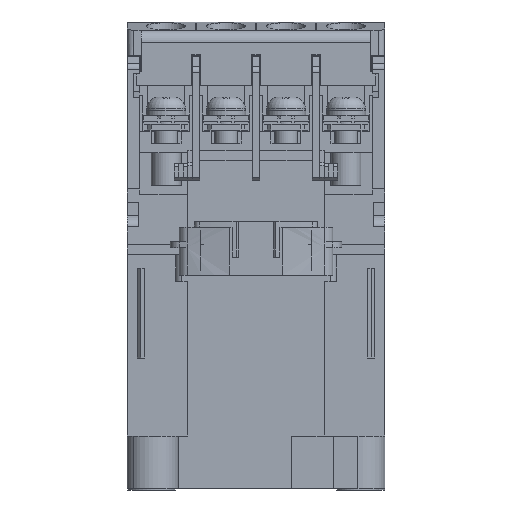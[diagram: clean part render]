
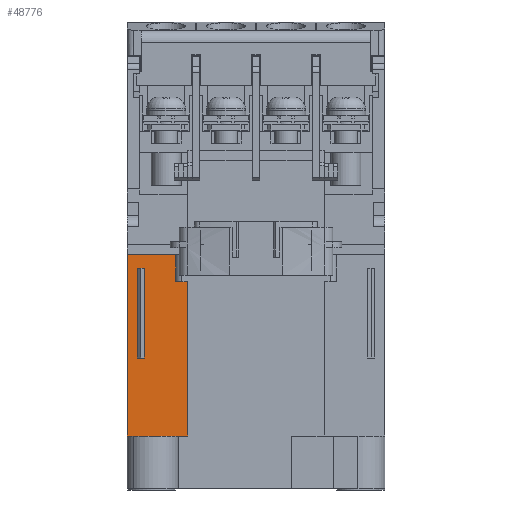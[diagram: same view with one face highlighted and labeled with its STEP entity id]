
A CAD part, front view. The second image highlights one B-rep face of the part: STEP entity #48776.
In plain terms, the highlighted planar face has unit normal (0, -1, 0).
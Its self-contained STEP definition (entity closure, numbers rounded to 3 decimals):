
#1601 = DIRECTION ( 'NONE',  ( 0., 0., 1. ) ) ;
#5131 = VECTOR ( 'NONE', #52253, 1000. ) ;
#5495 = CARTESIAN_POINT ( 'NONE',  ( -11.4, -19., -40.25 ) ) ;
#5743 = ORIENTED_EDGE ( 'NONE', *, *, #39823, .T. ) ;
#6285 = LINE ( 'NONE', #52163, #28061 ) ;
#6450 = LINE ( 'NONE', #19065, #35370 ) ;
#7380 = VECTOR ( 'NONE', #36676, 1000. ) ;
#8762 = DIRECTION ( 'NONE',  ( 1., 0., 0. ) ) ;
#9578 = EDGE_LOOP ( 'NONE', ( #52921, #22695, #32866, #44938, #11638, #34818 ) ) ;
#9647 = CARTESIAN_POINT ( 'NONE',  ( -13.4, -19., -40.25 ) ) ;
#11454 = VERTEX_POINT ( 'NONE', #48740 ) ;
#11638 = ORIENTED_EDGE ( 'NONE', *, *, #52586, .T. ) ;
#12703 = VERTEX_POINT ( 'NONE', #53549 ) ;
#13540 = ORIENTED_EDGE ( 'NONE', *, *, #25512, .T. ) ;
#13899 = FACE_BOUND ( 'NONE', #38728, .T. ) ;
#14437 = PLANE ( 'NONE',  #19284 ) ;
#14543 = VECTOR ( 'NONE', #8762, 1000. ) ;
#15059 = VERTEX_POINT ( 'NONE', #9647 ) ;
#15421 = CARTESIAN_POINT ( 'NONE',  ( -18.6, -19., -53. ) ) ;
#16459 = CARTESIAN_POINT ( 'NONE',  ( -21.5, -19., -35.75 ) ) ;
#18196 = CARTESIAN_POINT ( 'NONE',  ( -21.5, -19., -35.75 ) ) ;
#18744 = LINE ( 'NONE', #39389, #41609 ) ;
#18978 = LINE ( 'NONE', #34683, #5131 ) ;
#19065 = CARTESIAN_POINT ( 'NONE',  ( -13.4, -19., -40.25 ) ) ;
#19284 = AXIS2_PLACEMENT_3D ( 'NONE', #23248, #31239, #30688 ) ;
#20284 = EDGE_CURVE ( 'NONE', #15059, #12703, #18744, .T. ) ;
#20388 = LINE ( 'NONE', #28663, #42040 ) ;
#20746 = EDGE_CURVE ( 'NONE', #44803, #25595, #6285, .T. ) ;
#21211 = ORIENTED_EDGE ( 'NONE', *, *, #20746, .T. ) ;
#22650 = LINE ( 'NONE', #22931, #23970 ) ;
#22695 = ORIENTED_EDGE ( 'NONE', *, *, #20284, .T. ) ;
#22931 = CARTESIAN_POINT ( 'NONE',  ( -18.6, -19., -38. ) ) ;
#23192 = DIRECTION ( 'NONE',  ( 1., 0., 0. ) ) ;
#23248 = CARTESIAN_POINT ( 'NONE',  ( -21.5, -19., -66. ) ) ;
#23539 = VERTEX_POINT ( 'NONE', #38619 ) ;
#23704 = EDGE_CURVE ( 'NONE', #15059, #31370, #6450, .T. ) ;
#23733 = CARTESIAN_POINT ( 'NONE',  ( -11.4, -19., -66. ) ) ;
#23970 = VECTOR ( 'NONE', #39427, 1000. ) ;
#25512 = EDGE_CURVE ( 'NONE', #23539, #29101, #22650, .T. ) ;
#25595 = VERTEX_POINT ( 'NONE', #45752 ) ;
#28061 = VECTOR ( 'NONE', #1601, 1000. ) ;
#28661 = EDGE_CURVE ( 'NONE', #33357, #12703, #33773, .T. ) ;
#28663 = CARTESIAN_POINT ( 'NONE',  ( -18.6, -19., -38. ) ) ;
#29067 = LINE ( 'NONE', #36758, #30541 ) ;
#29101 = VERTEX_POINT ( 'NONE', #53618 ) ;
#30541 = VECTOR ( 'NONE', #53534, 1000. ) ;
#30688 = DIRECTION ( 'NONE',  ( 0., 0., -1. ) ) ;
#31239 = DIRECTION ( 'NONE',  ( 0., -1., 0. ) ) ;
#31370 = VERTEX_POINT ( 'NONE', #5495 ) ;
#32224 = DIRECTION ( 'NONE',  ( -1., 0., 0. ) ) ;
#32655 = ORIENTED_EDGE ( 'NONE', *, *, #37767, .T. ) ;
#32866 = ORIENTED_EDGE ( 'NONE', *, *, #28661, .F. ) ;
#33357 = VERTEX_POINT ( 'NONE', #18196 ) ;
#33773 = LINE ( 'NONE', #16459, #14543 ) ;
#34683 = CARTESIAN_POINT ( 'NONE',  ( -21.5, -19., -66. ) ) ;
#34818 = ORIENTED_EDGE ( 'NONE', *, *, #41793, .T. ) ;
#34824 = FACE_OUTER_BOUND ( 'NONE', #9578, .T. ) ;
#35370 = VECTOR ( 'NONE', #23192, 1000. ) ;
#36676 = DIRECTION ( 'NONE',  ( 0., 0., 1. ) ) ;
#36758 = CARTESIAN_POINT ( 'NONE',  ( -21.5, -19., -66. ) ) ;
#37678 = CARTESIAN_POINT ( 'NONE',  ( -19.8, -19., -53. ) ) ;
#37767 = EDGE_CURVE ( 'NONE', #29101, #44803, #40735, .T. ) ;
#38619 = CARTESIAN_POINT ( 'NONE',  ( -18.6, -19., -38. ) ) ;
#38728 = EDGE_LOOP ( 'NONE', ( #32655, #21211, #5743, #13540 ) ) ;
#39389 = CARTESIAN_POINT ( 'NONE',  ( -13.4, -19., -35.75 ) ) ;
#39427 = DIRECTION ( 'NONE',  ( 0., 0., -1. ) ) ;
#39823 = EDGE_CURVE ( 'NONE', #25595, #23539, #20388, .T. ) ;
#40257 = CARTESIAN_POINT ( 'NONE',  ( -21.5, -19., -66. ) ) ;
#40735 = LINE ( 'NONE', #15421, #44570 ) ;
#41570 = DIRECTION ( 'NONE',  ( 1., 0., 0. ) ) ;
#41609 = VECTOR ( 'NONE', #46845, 1000. ) ;
#41793 = EDGE_CURVE ( 'NONE', #11454, #31370, #49057, .T. ) ;
#42040 = VECTOR ( 'NONE', #41570, 1000. ) ;
#44570 = VECTOR ( 'NONE', #32224, 1000. ) ;
#44803 = VERTEX_POINT ( 'NONE', #37678 ) ;
#44938 = ORIENTED_EDGE ( 'NONE', *, *, #47620, .T. ) ;
#45752 = CARTESIAN_POINT ( 'NONE',  ( -19.8, -19., -38. ) ) ;
#46845 = DIRECTION ( 'NONE',  ( 0., 0., 1. ) ) ;
#47620 = EDGE_CURVE ( 'NONE', #33357, #53361, #29067, .T. ) ;
#48740 = CARTESIAN_POINT ( 'NONE',  ( -11.4, -19., -66. ) ) ;
#48776 = ADVANCED_FACE ( 'NONE', ( #34824, #13899 ), #14437, .T. ) ;
#49057 = LINE ( 'NONE', #23733, #7380 ) ;
#52163 = CARTESIAN_POINT ( 'NONE',  ( -19.8, -19., -38. ) ) ;
#52253 = DIRECTION ( 'NONE',  ( 1., 0., 0. ) ) ;
#52586 = EDGE_CURVE ( 'NONE', #53361, #11454, #18978, .T. ) ;
#52921 = ORIENTED_EDGE ( 'NONE', *, *, #23704, .F. ) ;
#53361 = VERTEX_POINT ( 'NONE', #40257 ) ;
#53534 = DIRECTION ( 'NONE',  ( 0., 0., -1. ) ) ;
#53549 = CARTESIAN_POINT ( 'NONE',  ( -13.4, -19., -35.75 ) ) ;
#53618 = CARTESIAN_POINT ( 'NONE',  ( -18.6, -19., -53. ) ) ;
